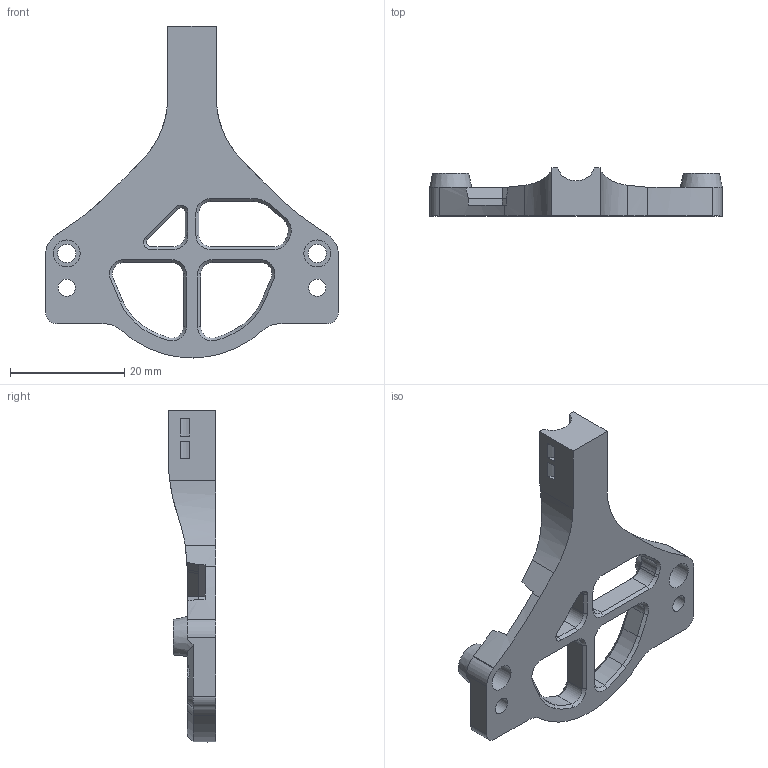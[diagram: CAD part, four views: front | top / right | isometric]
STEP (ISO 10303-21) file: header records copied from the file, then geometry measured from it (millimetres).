
FILE_DESCRIPTION(/* description */ (''),/* implementation_level */ '2;1');
FILE_NAME(/* name */ 'StealthChanger_Xol-Toolhead_EBB36_Mount.step',/* time_stamp */ '2024-01-31T00:05:43+01:00',/* author */ (''),/* organization */ (''),/* preprocessor_version */ 'ST-DEVELOPER v20',/* originating_system */ 'Autodesk Translation Framework v12.14.0.127',/* authorisation */ '');
FILE_SCHEMA (('AUTOMOTIVE_DESIGN { 1 0 10303 214 3 1 1 }'));
Length unit declared in the file: millimetre
Products named in the file (1): StealthChanger_EBB36_Mount
Bounding box: 51.18 x 8.36 x 58.08 mm (x, y, z)
Volume: 5483.1 mm3; surface area: 4495.2 mm2
Topology: 1 solids, 1 shells, 187 faces, 475 edges, 292 vertices
Faces by surface type: plane 83, cylinder 55, cone 48, bspline 1
Full cylindrical faces by diameter (mm): 3 x2, 3.2 x2, 4.7 x2, 6.1 x2
Entity records: 5745 total; most frequent: CARTESIAN_POINT 1097, DIRECTION 994, ORIENTED_EDGE 950, EDGE_CURVE 475, AXIS2_PLACEMENT_3D 356, VERTEX_POINT 292, LINE 282, VECTOR 282
